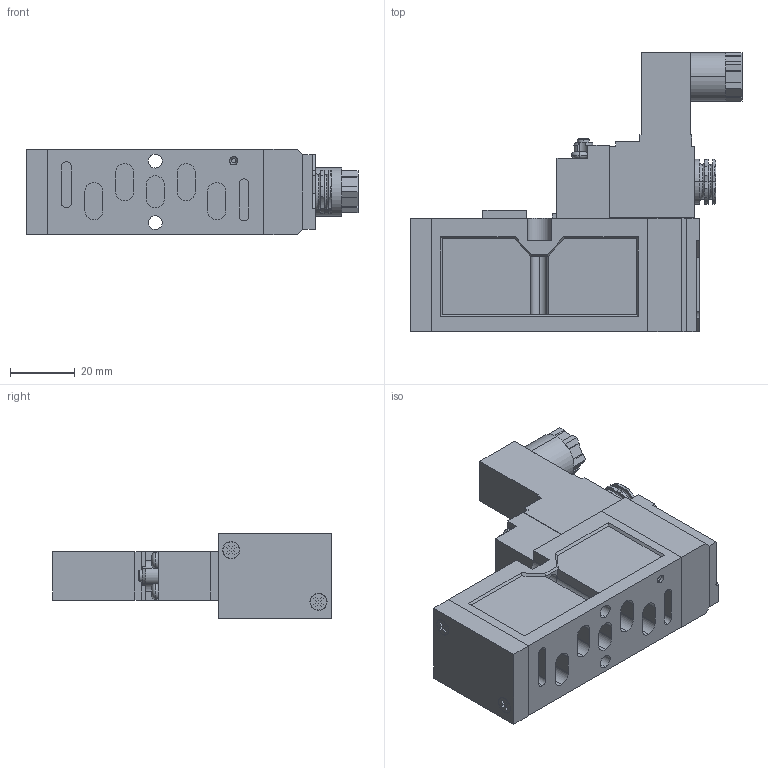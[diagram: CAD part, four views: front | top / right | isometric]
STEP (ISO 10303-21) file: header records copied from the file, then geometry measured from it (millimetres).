
FILE_DESCRIPTION (( 'STEP AP203' ), '1' );
FILE_NAME ('SIV311-IP-SC1-CD1.STEP', '2016-01-05T04:21:31', ( 'yrd8' ), ( '' ), 'SwSTEP 2.0', 'SolidWorks 2008', '' );
FILE_SCHEMA (( 'CONFIG_CONTROL_DESIGN' ));
Length unit declared in the file: millimetre
Products named in the file (8): SIV311-IP-SC1-CD1; SIV300 Body; SIV300 Semi_ル遽; SIV300 Semi Cover_ル遽; SIV300 PILOT_ル遽; CN1_ル遽; SIV300 Body Plate_ル遽; SIV300 Body Cover_ル遽
Assembly tree (7 placements, depth 2):
  SIV311-IP-SC1-CD1
    SIV300 Semi Cover_ル遽
    CN1_ル遽
    SIV300 Body
    SIV300 Body Plate_ル遽
    SIV300 Body Cover_ル遽
    SIV300 PILOT_ル遽
    SIV300 Semi_ル遽
Bounding box: 102.65 x 86.25 x 26.5 mm (x, y, z)
Volume: 96562.7 mm3; surface area: 32811.2 mm2
Topology: 11 solids, 11 shells, 622 faces, 1586 edges, 1035 vertices
Faces by surface type: plane 392, cylinder 189, cone 21, torus 18, bspline 2
Entity records: 20586 total; most frequent: CARTESIAN_POINT 4573, ORIENTED_EDGE 3172, DIRECTION 3125, EDGE_CURVE 1586, LINE 1045, VECTOR 1045, AXIS2_PLACEMENT_3D 1040, VERTEX_POINT 1035
